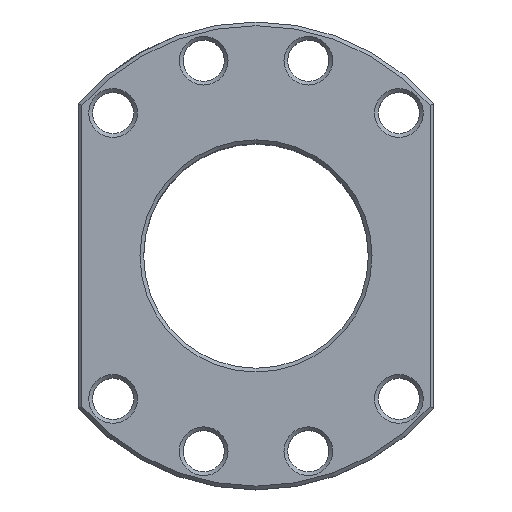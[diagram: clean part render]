
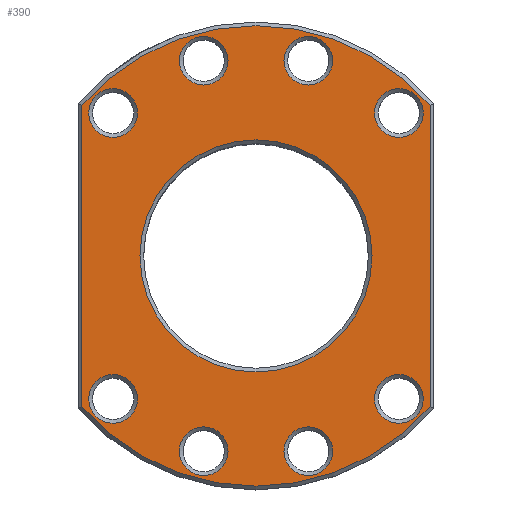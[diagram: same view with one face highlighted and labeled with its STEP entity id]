
A CAD part, top view. The second image highlights one B-rep face of the part: STEP entity #390.
In plain terms, the highlighted planar face has unit normal (0, 0, 1).
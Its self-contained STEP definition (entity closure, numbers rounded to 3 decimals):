
#145=PLANE('',#3592);
#390=ADVANCED_FACE('',(#944,#945,#946,#947,#948,#949,#950,#951,#952,#953),
#145,.T.);
#944=FACE_BOUND('',#1047,.T.);
#945=FACE_BOUND('',#1048,.T.);
#946=FACE_BOUND('',#1049,.T.);
#947=FACE_BOUND('',#1050,.T.);
#948=FACE_BOUND('',#1051,.T.);
#949=FACE_BOUND('',#1052,.T.);
#950=FACE_BOUND('',#1053,.T.);
#951=FACE_BOUND('',#1054,.T.);
#952=FACE_BOUND('',#1055,.T.);
#953=FACE_BOUND('',#1056,.T.);
#1047=EDGE_LOOP('',(#1480));
#1048=EDGE_LOOP('',(#1481));
#1049=EDGE_LOOP('',(#1482));
#1050=EDGE_LOOP('',(#1483));
#1051=EDGE_LOOP('',(#1484));
#1052=EDGE_LOOP('',(#1485));
#1053=EDGE_LOOP('',(#1486));
#1054=EDGE_LOOP('',(#1487));
#1055=EDGE_LOOP('',(#1488,#1489,#1490,#1491));
#1056=EDGE_LOOP('',(#1492));
#1315=CIRCLE('',#3581,6.5);
#1316=CIRCLE('',#3582,6.5);
#1317=CIRCLE('',#3583,6.5);
#1318=CIRCLE('',#3584,6.5);
#1319=CIRCLE('',#3585,6.5);
#1320=CIRCLE('',#3586,6.5);
#1321=CIRCLE('',#3587,6.5);
#1322=CIRCLE('',#3588,6.5);
#1323=CIRCLE('',#3589,61.5);
#1324=CIRCLE('',#3590,61.5);
#1325=CIRCLE('',#3591,31.);
#1480=ORIENTED_EDGE('',*,*,#2752,.T.);
#1481=ORIENTED_EDGE('',*,*,#2753,.T.);
#1482=ORIENTED_EDGE('',*,*,#2754,.T.);
#1483=ORIENTED_EDGE('',*,*,#2755,.T.);
#1484=ORIENTED_EDGE('',*,*,#2756,.T.);
#1485=ORIENTED_EDGE('',*,*,#2757,.T.);
#1486=ORIENTED_EDGE('',*,*,#2758,.T.);
#1487=ORIENTED_EDGE('',*,*,#2759,.T.);
#1488=ORIENTED_EDGE('',*,*,#2760,.T.);
#1489=ORIENTED_EDGE('',*,*,#2761,.T.);
#1490=ORIENTED_EDGE('',*,*,#2762,.T.);
#1491=ORIENTED_EDGE('',*,*,#2763,.T.);
#1492=ORIENTED_EDGE('',*,*,#2764,.T.);
#2420=VERTEX_POINT('',#5326);
#2421=VERTEX_POINT('',#5328);
#2422=VERTEX_POINT('',#5330);
#2423=VERTEX_POINT('',#5332);
#2424=VERTEX_POINT('',#5334);
#2425=VERTEX_POINT('',#5336);
#2426=VERTEX_POINT('',#5338);
#2427=VERTEX_POINT('',#5340);
#2428=VERTEX_POINT('',#5342);
#2429=VERTEX_POINT('',#5343);
#2430=VERTEX_POINT('',#5345);
#2431=VERTEX_POINT('',#5347);
#2432=VERTEX_POINT('',#5350);
#2752=EDGE_CURVE('',#2420,#2420,#1315,.T.);
#2753=EDGE_CURVE('',#2421,#2421,#1316,.T.);
#2754=EDGE_CURVE('',#2422,#2422,#1317,.T.);
#2755=EDGE_CURVE('',#2423,#2423,#1318,.T.);
#2756=EDGE_CURVE('',#2424,#2424,#1319,.T.);
#2757=EDGE_CURVE('',#2425,#2425,#1320,.T.);
#2758=EDGE_CURVE('',#2426,#2426,#1321,.T.);
#2759=EDGE_CURVE('',#2427,#2427,#1322,.T.);
#2760=EDGE_CURVE('',#2428,#2429,#3116,.T.);
#2761=EDGE_CURVE('',#2429,#2430,#1323,.T.);
#2762=EDGE_CURVE('',#2430,#2431,#3117,.T.);
#2763=EDGE_CURVE('',#2431,#2428,#1324,.T.);
#2764=EDGE_CURVE('',#2432,#2432,#1325,.T.);
#3116=LINE('',#5341,#3290);
#3117=LINE('',#5346,#3291);
#3290=VECTOR('',#3872,1.);
#3291=VECTOR('',#3875,1.);
#3581=AXIS2_PLACEMENT_3D('',#5325,#3856,#3857);
#3582=AXIS2_PLACEMENT_3D('',#5327,#3858,#3859);
#3583=AXIS2_PLACEMENT_3D('',#5329,#3860,#3861);
#3584=AXIS2_PLACEMENT_3D('',#5331,#3862,#3863);
#3585=AXIS2_PLACEMENT_3D('',#5333,#3864,#3865);
#3586=AXIS2_PLACEMENT_3D('',#5335,#3866,#3867);
#3587=AXIS2_PLACEMENT_3D('',#5337,#3868,#3869);
#3588=AXIS2_PLACEMENT_3D('',#5339,#3870,#3871);
#3589=AXIS2_PLACEMENT_3D('',#5344,#3873,#3874);
#3590=AXIS2_PLACEMENT_3D('',#5348,#3876,#3877);
#3591=AXIS2_PLACEMENT_3D('',#5349,#3878,#3879);
#3592=AXIS2_PLACEMENT_3D('',#5351,#3880,#3881);
#3856=DIRECTION('',(0.,0.,-1.));
#3857=DIRECTION('',(1.,0.,0.));
#3858=DIRECTION('',(0.,0.,-1.));
#3859=DIRECTION('',(1.,0.,0.));
#3860=DIRECTION('',(0.,0.,-1.));
#3861=DIRECTION('',(1.,0.,0.));
#3862=DIRECTION('',(0.,0.,-1.));
#3863=DIRECTION('',(1.,0.,0.));
#3864=DIRECTION('',(0.,0.,-1.));
#3865=DIRECTION('',(1.,0.,0.));
#3866=DIRECTION('',(0.,0.,-1.));
#3867=DIRECTION('',(1.,0.,0.));
#3868=DIRECTION('',(0.,0.,-1.));
#3869=DIRECTION('',(1.,0.,0.));
#3870=DIRECTION('',(0.,0.,-1.));
#3871=DIRECTION('',(1.,0.,0.));
#3872=DIRECTION('',(0.,-1.,0.));
#3873=DIRECTION('',(0.,0.,1.));
#3874=DIRECTION('',(1.,0.,0.));
#3875=DIRECTION('',(0.,1.,0.));
#3876=DIRECTION('',(0.,0.,1.));
#3877=DIRECTION('',(1.,0.,0.));
#3878=DIRECTION('',(0.,0.,-1.));
#3879=DIRECTION('',(1.,0.,0.));
#3880=DIRECTION('',(0.,0.,1.));
#3881=DIRECTION('',(1.,0.,0.));
#5325=CARTESIAN_POINT('',(-38.184,38.184,0.));
#5326=CARTESIAN_POINT('',(-31.684,38.184,0.));
#5327=CARTESIAN_POINT('',(-13.976,52.16,0.));
#5328=CARTESIAN_POINT('',(-7.476,52.16,0.));
#5329=CARTESIAN_POINT('',(13.976,52.16,0.));
#5330=CARTESIAN_POINT('',(20.476,52.16,0.));
#5331=CARTESIAN_POINT('',(38.184,38.184,0.));
#5332=CARTESIAN_POINT('',(44.684,38.184,0.));
#5333=CARTESIAN_POINT('',(38.184,-38.184,0.));
#5334=CARTESIAN_POINT('',(44.684,-38.184,0.));
#5335=CARTESIAN_POINT('',(-38.184,-38.184,0.));
#5336=CARTESIAN_POINT('',(-31.684,-38.184,0.));
#5337=CARTESIAN_POINT('',(-13.976,-52.16,0.));
#5338=CARTESIAN_POINT('',(-7.476,-52.16,0.));
#5339=CARTESIAN_POINT('',(13.976,-52.16,0.));
#5340=CARTESIAN_POINT('',(20.476,-52.16,0.));
#5341=CARTESIAN_POINT('',(-46.5,-40.62,0.));
#5342=CARTESIAN_POINT('',(-46.5,40.249,0.));
#5343=CARTESIAN_POINT('',(-46.5,-40.249,0.));
#5344=CARTESIAN_POINT('',(0.,0.,0.));
#5345=CARTESIAN_POINT('',(46.5,-40.249,0.));
#5346=CARTESIAN_POINT('',(46.5,40.62,0.));
#5347=CARTESIAN_POINT('',(46.5,40.249,0.));
#5348=CARTESIAN_POINT('',(0.,0.,0.));
#5349=CARTESIAN_POINT('',(0.,0.,0.));
#5350=CARTESIAN_POINT('',(31.,0.,0.));
#5351=CARTESIAN_POINT('',(0.,0.,0.));
